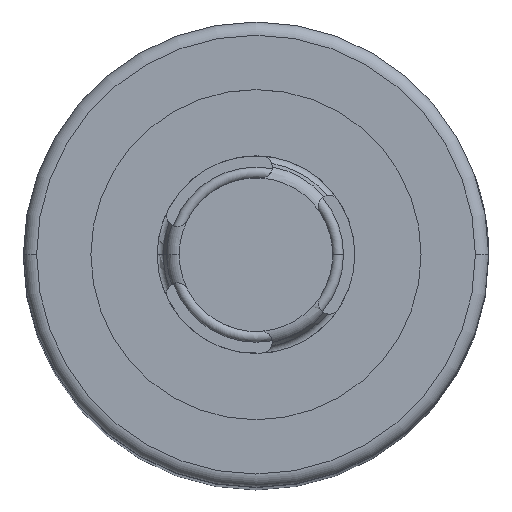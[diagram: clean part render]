
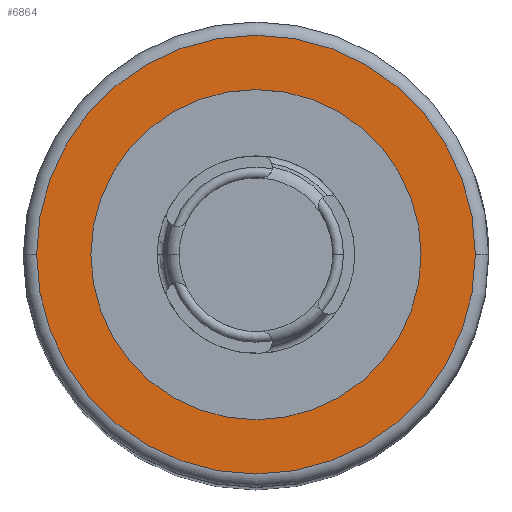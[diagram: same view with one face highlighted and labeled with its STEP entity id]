
A CAD part, top view. The second image highlights one B-rep face of the part: STEP entity #6864.
In plain terms, the highlighted planar face has unit normal (0, 0, 1).
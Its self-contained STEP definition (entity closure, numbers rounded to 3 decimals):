
#1594 = AXIS2_PLACEMENT_3D ( 'NONE', #1977, #18361, #4338 ) ;
#1977 = CARTESIAN_POINT ( 'NONE',  ( 0., 0., 70. ) ) ;
#4214 = CARTESIAN_POINT ( 'NONE',  ( 9.9, 0., 70. ) ) ;
#4338 = DIRECTION ( 'NONE',  ( -1., 0., 0. ) ) ;
#4570 = AXIS2_PLACEMENT_3D ( 'NONE', #20054, #6017, #22416 ) ;
#5124 = EDGE_CURVE ( 'NONE', #23565, #7723, #18407, .T. ) ;
#6017 = DIRECTION ( 'NONE',  ( 0., 0., -1. ) ) ;
#6060 = CARTESIAN_POINT ( 'NONE',  ( 0., 0., 70. ) ) ;
#6346 = CIRCLE ( 'NONE', #29479, 9.9 ) ;
#6864 = ADVANCED_FACE ( 'NONE', ( #20034, #7542 ), #27108, .F. ) ;
#7471 = CARTESIAN_POINT ( 'NONE',  ( 0., 0., 70. ) ) ;
#7498 = ORIENTED_EDGE ( 'NONE', *, *, #29878, .F. ) ;
#7542 = FACE_BOUND ( 'NONE', #10152, .T. ) ;
#7723 = VERTEX_POINT ( 'NONE', #17351 ) ;
#8358 = VERTEX_POINT ( 'NONE', #18124 ) ;
#8387 = DIRECTION ( 'NONE',  ( -1., 0., 0. ) ) ;
#9108 = CARTESIAN_POINT ( 'NONE',  ( 7.45, 0., 70. ) ) ;
#9799 = DIRECTION ( 'NONE',  ( -1., 0., 0. ) ) ;
#10152 = EDGE_LOOP ( 'NONE', ( #24506, #20623 ) ) ;
#10736 = AXIS2_PLACEMENT_3D ( 'NONE', #6060, #22453, #8387 ) ;
#11654 = DIRECTION ( 'NONE',  ( 0., 0., -1. ) ) ;
#12121 = EDGE_LOOP ( 'NONE', ( #7498, #13090 ) ) ;
#12538 = EDGE_CURVE ( 'NONE', #22383, #8358, #29064, .T. ) ;
#13090 = ORIENTED_EDGE ( 'NONE', *, *, #5124, .F. ) ;
#17351 = CARTESIAN_POINT ( 'NONE',  ( -9.9, 0., 70. ) ) ;
#18124 = CARTESIAN_POINT ( 'NONE',  ( -7.45, 0., 70. ) ) ;
#18331 = EDGE_CURVE ( 'NONE', #8358, #22383, #26160, .T. ) ;
#18361 = DIRECTION ( 'NONE',  ( 0., 0., -1. ) ) ;
#18407 = CIRCLE ( 'NONE', #1594, 9.9 ) ;
#20034 = FACE_OUTER_BOUND ( 'NONE', #12121, .T. ) ;
#20054 = CARTESIAN_POINT ( 'NONE',  ( 0., 0., 70. ) ) ;
#20105 = AXIS2_PLACEMENT_3D ( 'NONE', #25743, #11654, #28103 ) ;
#20623 = ORIENTED_EDGE ( 'NONE', *, *, #12538, .T. ) ;
#22383 = VERTEX_POINT ( 'NONE', #9108 ) ;
#22416 = DIRECTION ( 'NONE',  ( -1., 0., 0. ) ) ;
#22453 = DIRECTION ( 'NONE',  ( 0., 0., -1. ) ) ;
#23565 = VERTEX_POINT ( 'NONE', #4214 ) ;
#23890 = DIRECTION ( 'NONE',  ( 0., 0., -1. ) ) ;
#24506 = ORIENTED_EDGE ( 'NONE', *, *, #18331, .T. ) ;
#25743 = CARTESIAN_POINT ( 'NONE',  ( 0., 0., 70. ) ) ;
#26160 = CIRCLE ( 'NONE', #4570, 7.45 ) ;
#27108 = PLANE ( 'NONE',  #10736 ) ;
#28103 = DIRECTION ( 'NONE',  ( -1., 0., 0. ) ) ;
#29064 = CIRCLE ( 'NONE', #20105, 7.45 ) ;
#29479 = AXIS2_PLACEMENT_3D ( 'NONE', #7471, #23890, #9799 ) ;
#29878 = EDGE_CURVE ( 'NONE', #7723, #23565, #6346, .T. ) ;
